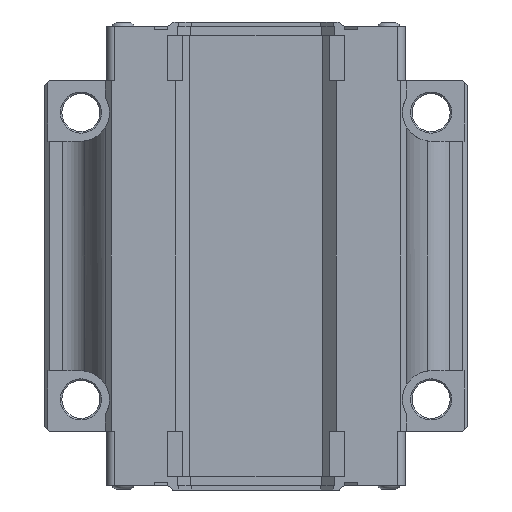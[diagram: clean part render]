
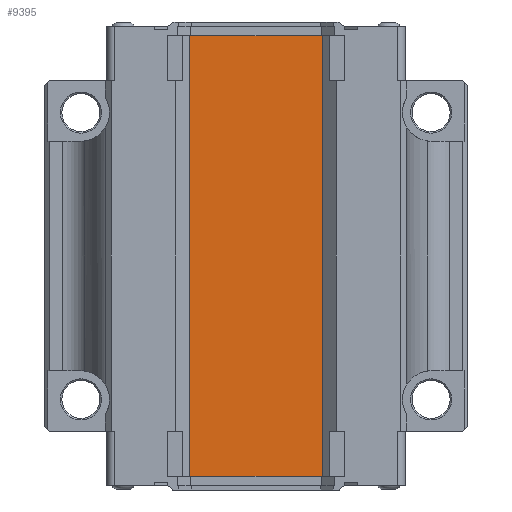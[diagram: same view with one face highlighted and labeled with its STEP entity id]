
A CAD part, front view. The second image highlights one B-rep face of the part: STEP entity #9395.
In plain terms, the highlighted planar face has unit normal (0, -1, 0).
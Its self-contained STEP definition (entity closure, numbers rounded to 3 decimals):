
#574=PLANE('',#10234);
#1059=FACE_OUTER_BOUND('',#1583,.T.);
#1583=EDGE_LOOP('',(#8719,#8720,#8721,#8722));
#2075=LINE('',#13281,#3075);
#2767=LINE('',#15182,#3767);
#2905=LINE('',#15599,#3905);
#2906=LINE('',#15601,#3906);
#3075=VECTOR('',#10598,10.);
#3767=VECTOR('',#12476,10.);
#3905=VECTOR('',#12842,10.);
#3906=VECTOR('',#12845,10.);
#4060=VERTEX_POINT('',#13278);
#4061=VERTEX_POINT('',#13280);
#4676=VERTEX_POINT('',#15179);
#4677=VERTEX_POINT('',#15181);
#4977=EDGE_CURVE('',#4060,#4061,#2075,.T.);
#5921=EDGE_CURVE('',#4676,#4677,#2767,.T.);
#6103=EDGE_CURVE('',#4060,#4677,#2905,.T.);
#6104=EDGE_CURVE('',#4061,#4676,#2906,.T.);
#8719=ORIENTED_EDGE('',*,*,#6103,.T.);
#8720=ORIENTED_EDGE('',*,*,#5921,.F.);
#8721=ORIENTED_EDGE('',*,*,#6104,.F.);
#8722=ORIENTED_EDGE('',*,*,#4977,.F.);
#9395=ADVANCED_FACE('',(#1059),#574,.T.);
#10234=AXIS2_PLACEMENT_3D('',#15600,#12843,#12844);
#10598=DIRECTION('',(-1.,0.,0.));
#12476=DIRECTION('',(1.,0.,0.));
#12842=DIRECTION('',(0.,0.,1.));
#12843=DIRECTION('center_axis',(0.,-1.,0.));
#12844=DIRECTION('ref_axis',(1.,0.,0.));
#12845=DIRECTION('',(0.,0.,1.));
#13278=CARTESIAN_POINT('',(22.75,-17.4,-73.));
#13280=CARTESIAN_POINT('',(-22.75,-17.4,-73.));
#13281=CARTESIAN_POINT('',(-22.75,-17.4,-73.));
#15179=CARTESIAN_POINT('',(-22.75,-17.4,73.));
#15181=CARTESIAN_POINT('',(22.75,-17.4,73.));
#15182=CARTESIAN_POINT('',(-22.75,-17.4,73.));
#15599=CARTESIAN_POINT('',(22.75,-17.4,0.));
#15600=CARTESIAN_POINT('Origin',(-22.75,-17.4,0.));
#15601=CARTESIAN_POINT('',(-22.75,-17.4,0.));
